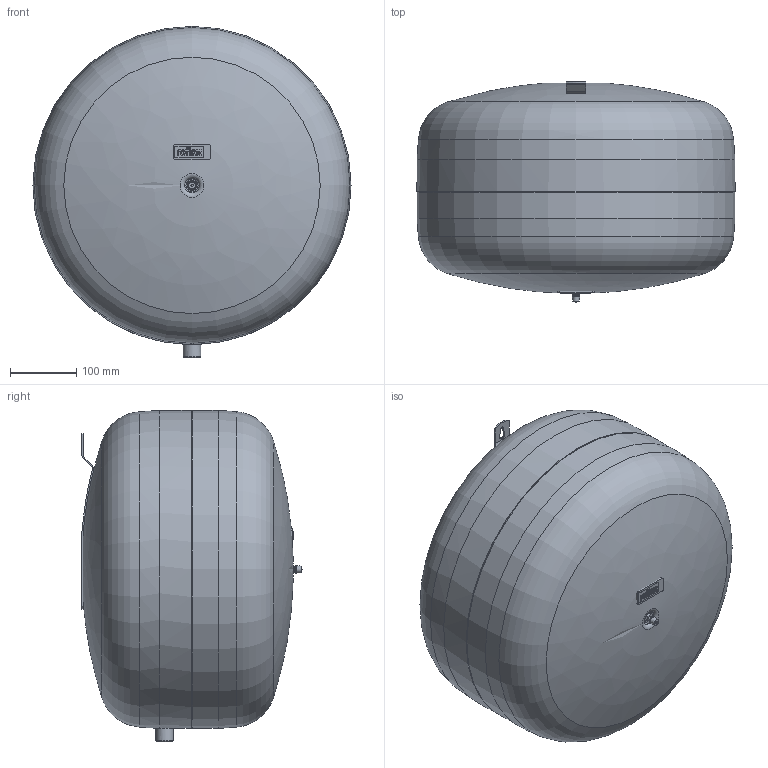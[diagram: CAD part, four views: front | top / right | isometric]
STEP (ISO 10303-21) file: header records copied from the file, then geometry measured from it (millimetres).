
FILE_DESCRIPTION(/* description */ (''),/* implementation_level */ '2;1');
FILE_NAME(/* name */ '3d_ReflexC-DE50_10bar-7270950.stp',/* time_stamp */ '2016-04-29T10:09:07+02:00',/* author */ ('Andrzej'),/* organization */ (''),/* preprocessor_version */ 'ST-DEVELOPER v15.5',/* originating_system */ 'AutoCAD Mechanical',/* authorisation */ '');
FILE_SCHEMA (('AUTOMOTIVE_DESIGN { 1 0 10303 214 3 1 1 }'));
Length unit declared in the file: millimetre
Products named in the file (1): Product
Bounding box: 480 x 332.35 x 499.89 mm (x, y, z)
Volume: 47933185.5 mm3; surface area: 701957.6 mm2
Topology: 10 solids, 10 shells, 245 faces, 638 edges, 419 vertices
Faces by surface type: plane 133, cylinder 94, cone 7, torus 7, bspline 4
Full cylindrical faces by diameter (mm): 8 x1, 11.01 x1, 15 x1, 26.465 x1, 480 x1
Entity records: 7652 total; most frequent: CARTESIAN_POINT 1489, DIRECTION 1317, ORIENTED_EDGE 1228, EDGE_CURVE 614, AXIS2_PLACEMENT_3D 467, VERTEX_POINT 415, LINE 383, VECTOR 383
